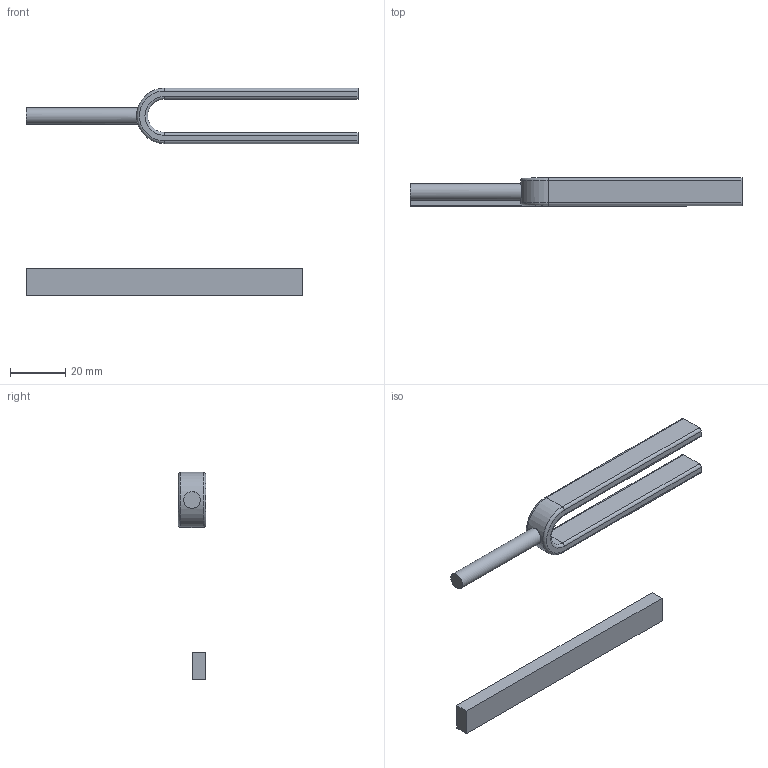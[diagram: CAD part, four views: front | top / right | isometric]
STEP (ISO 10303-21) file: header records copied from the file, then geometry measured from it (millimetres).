
FILE_DESCRIPTION(/* description */ (''),/* implementation_level */ '2;1');
FILE_NAME(/* name */ 'beam&fork.step',/* time_stamp */ '2021-01-11T03:07:05-03:00',/* author */ (''),/* organization */ (''),/* preprocessor_version */ 'ST-DEVELOPER v18.1',/* originating_system */ 'Autodesk Translation Framework v9.7.0.1280',/* authorisation */ '');
FILE_SCHEMA (('AUTOMOTIVE_DESIGN { 1 0 10303 214 3 1 1 }'));
Length unit declared in the file: millimetre
Products named in the file (2): beam&fork; tuningfork
Assembly tree (1 placements, depth 2):
  beam&fork
    tuningfork
Bounding box: 120 x 10 x 75 mm (x, y, z)
Volume: 12597.9 mm3; surface area: 8276.5 mm2
Topology: 2 solids, 2 shells, 30 faces, 68 edges, 43 vertices
Faces by surface type: plane 15, cylinder 11, torus 4
Full cylindrical faces by diameter (mm): 6 x1
Entity records: 925 total; most frequent: CARTESIAN_POINT 178, DIRECTION 157, ORIENTED_EDGE 136, EDGE_CURVE 68, AXIS2_PLACEMENT_3D 58, VERTEX_POINT 43, LINE 41, VECTOR 41
